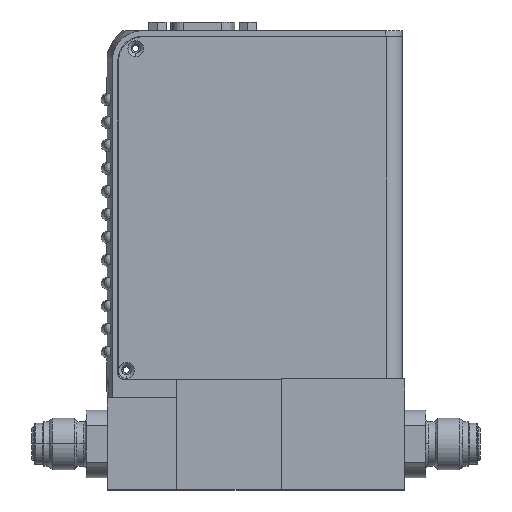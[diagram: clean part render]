
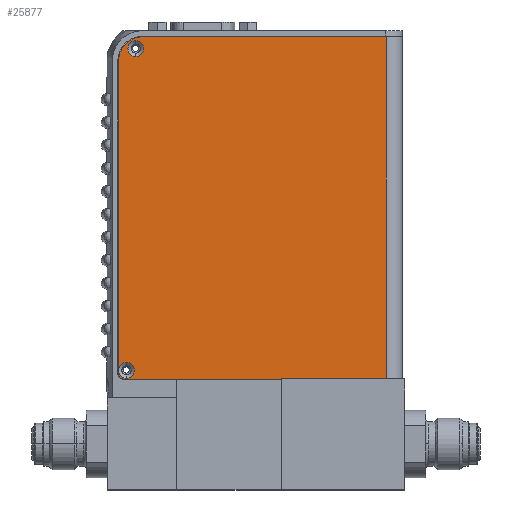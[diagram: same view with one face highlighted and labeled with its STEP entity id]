
A CAD part, top view. The second image highlights one B-rep face of the part: STEP entity #25877.
In plain terms, the highlighted planar face has unit normal (0, 0, 1).
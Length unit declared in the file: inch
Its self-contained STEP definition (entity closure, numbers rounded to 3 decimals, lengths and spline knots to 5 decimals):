
#1543 = EDGE_CURVE ( 'NONE', #20766, #20874, #6526, .T. ) ;
#1547 = EDGE_CURVE ( 'NONE', #20103, #20675, #6531, .T. ) ;
#1596 = EDGE_CURVE ( 'NONE', #20319, #20072, #6607, .T. ) ;
#1601 = EDGE_CURVE ( 'NONE', #20486, #20319, #6616, .T. ) ;
#1602 = EDGE_CURVE ( 'NONE', #20486, #20046, #6618, .T. ) ;
#1607 = EDGE_CURVE ( 'NONE', #20046, #20529, #6626, .T. ) ;
#1613 = EDGE_CURVE ( 'NONE', #20675, #20103, #6635, .T. ) ;
#1614 = EDGE_CURVE ( 'NONE', #20529, #20830, #6637, .T. ) ;
#1615 = EDGE_CURVE ( 'NONE', #20830, #20072, #6638, .T. ) ;
#1616 = EDGE_CURVE ( 'NONE', #20874, #20766, #6639, .T. ) ;
#2830 = ORIENTED_EDGE ( 'NONE', *, *, #1613, .F. ) ;
#2831 = ORIENTED_EDGE ( 'NONE', *, *, #1547, .F. ) ;
#2832 = ORIENTED_EDGE ( 'NONE', *, *, #1607, .T. ) ;
#2833 = ORIENTED_EDGE ( 'NONE', *, *, #1614, .T. ) ;
#2834 = ORIENTED_EDGE ( 'NONE', *, *, #1615, .T. ) ;
#2835 = ORIENTED_EDGE ( 'NONE', *, *, #1596, .F. ) ;
#2836 = ORIENTED_EDGE ( 'NONE', *, *, #1601, .F. ) ;
#2837 = ORIENTED_EDGE ( 'NONE', *, *, #1602, .T. ) ;
#2838 = ORIENTED_EDGE ( 'NONE', *, *, #1616, .F. ) ;
#2839 = ORIENTED_EDGE ( 'NONE', *, *, #1543, .F. ) ;
#3107 = EDGE_LOOP ( 'NONE', ( #2832, #2833, #2834, #2835, #2836, #2837 ) ) ;
#3109 = EDGE_LOOP ( 'NONE', ( #2838, #2839 ) ) ;
#3126 = EDGE_LOOP ( 'NONE', ( #2830, #2831 ) ) ;
#5612 = AXIS2_PLACEMENT_3D ( 'NONE', #7375, #7376, #7377 ) ;
#5614 = AXIS2_PLACEMENT_3D ( 'NONE', #7385, #7386, #7387 ) ;
#5637 = AXIS2_PLACEMENT_3D ( 'NONE', #7518, #7519, #7520 ) ;
#5642 = AXIS2_PLACEMENT_3D ( 'NONE', #7545, #7546, #7547 ) ;
#5643 = AXIS2_PLACEMENT_3D ( 'NONE', #7550, #7551, #7552 ) ;
#5644 = AXIS2_PLACEMENT_3D ( 'NONE', #7555, #7556, #7557 ) ;
#6526 = CIRCLE ( 'NONE', #5612, 0.086 ) ;
#6531 = CIRCLE ( 'NONE', #5614, 0.086 ) ;
#6607 = LINE ( 'NONE', #7502, #6610 ) ;
#6610 = VECTOR ( 'NONE', #7498, 39.37008 ) ;
#6616 = LINE ( 'NONE', #7514, #6619 ) ;
#6618 = CIRCLE ( 'NONE', #5637, 0.27 ) ;
#6619 = VECTOR ( 'NONE', #7515, 39.37008 ) ;
#6626 = LINE ( 'NONE', #7528, #6629 ) ;
#6629 = VECTOR ( 'NONE', #7529, 39.37008 ) ;
#6635 = CIRCLE ( 'NONE', #5642, 0.086 ) ;
#6637 = CIRCLE ( 'NONE', #5643, 0.063 ) ;
#6638 = LINE ( 'NONE', #7543, #6640 ) ;
#6639 = CIRCLE ( 'NONE', #5644, 0.086 ) ;
#6640 = VECTOR ( 'NONE', #7544, 39.37008 ) ;
#7375 = CARTESIAN_POINT ( 'NONE',  ( -2.02995, 3.96826, 0.4454 ) ) ;
#7376 = DIRECTION ( 'NONE',  ( 0., 0., 1. ) ) ;
#7377 = DIRECTION ( 'NONE',  ( 0., -1., 0. ) ) ;
#7385 = CARTESIAN_POINT ( 'NONE',  ( -2.13195, 0.46426, 0.4454 ) ) ;
#7386 = DIRECTION ( 'NONE',  ( 0., 0., 1. ) ) ;
#7387 = DIRECTION ( 'NONE',  ( 0., -1., 0. ) ) ;
#7498 = DIRECTION ( 'NONE',  ( 0., -1., 0. ) ) ;
#7502 = CARTESIAN_POINT ( 'NONE',  ( 0.69905, 4.09726, 0.4454 ) ) ;
#7514 = CARTESIAN_POINT ( 'NONE',  ( 0.69905, 4.09726, 0.4454 ) ) ;
#7515 = DIRECTION ( 'NONE',  ( 1., 0., 0. ) ) ;
#7518 = CARTESIAN_POINT ( 'NONE',  ( -1.94995, 3.82726, 0.4454 ) ) ;
#7519 = DIRECTION ( 'NONE',  ( 0., 0., 1. ) ) ;
#7520 = DIRECTION ( 'NONE',  ( -1., 0., 0. ) ) ;
#7528 = CARTESIAN_POINT ( 'NONE',  ( -2.21995, 4.09726, 0.4454 ) ) ;
#7529 = DIRECTION ( 'NONE',  ( 0., -1., 0. ) ) ;
#7543 = CARTESIAN_POINT ( 'NONE',  ( 0.69905, 0.36626, 0.4454 ) ) ;
#7544 = DIRECTION ( 'NONE',  ( 1., 0., 0. ) ) ;
#7545 = CARTESIAN_POINT ( 'NONE',  ( -2.13195, 0.46426, 0.4454 ) ) ;
#7546 = DIRECTION ( 'NONE',  ( 0., 0., 1. ) ) ;
#7547 = DIRECTION ( 'NONE',  ( 0., -1., 0. ) ) ;
#7550 = CARTESIAN_POINT ( 'NONE',  ( -2.15695, 0.42926, 0.4454 ) ) ;
#7551 = DIRECTION ( 'NONE',  ( 0., 0., 1. ) ) ;
#7552 = DIRECTION ( 'NONE',  ( -1., 0., 0. ) ) ;
#7555 = CARTESIAN_POINT ( 'NONE',  ( -2.02995, 3.96826, 0.4454 ) ) ;
#7556 = DIRECTION ( 'NONE',  ( 0., 0., 1. ) ) ;
#7557 = DIRECTION ( 'NONE',  ( 0., -1., 0. ) ) ;
#12751 = AXIS2_PLACEMENT_3D ( 'NONE', #21450, #21448, #21454 ) ;
#16945 = CARTESIAN_POINT ( 'NONE',  ( -2.21995, 3.82726, 0.4454 ) ) ;
#16971 = CARTESIAN_POINT ( 'NONE',  ( 0.69905, 0.36626, 0.4454 ) ) ;
#17002 = CARTESIAN_POINT ( 'NONE',  ( -2.13195, 0.55026, 0.4454 ) ) ;
#17217 = CARTESIAN_POINT ( 'NONE',  ( 0.69905, 4.09726, 0.4454 ) ) ;
#17383 = CARTESIAN_POINT ( 'NONE',  ( -1.94995, 4.09726, 0.4454 ) ) ;
#17426 = CARTESIAN_POINT ( 'NONE',  ( -2.21995, 0.42926, 0.4454 ) ) ;
#17570 = CARTESIAN_POINT ( 'NONE',  ( -2.13195, 0.37826, 0.4454 ) ) ;
#17661 = CARTESIAN_POINT ( 'NONE',  ( -2.02995, 4.05426, 0.4454 ) ) ;
#17724 = CARTESIAN_POINT ( 'NONE',  ( -2.15695, 0.36626, 0.4454 ) ) ;
#17758 = CARTESIAN_POINT ( 'NONE',  ( -2.02995, 3.88226, 0.4454 ) ) ;
#20046 = VERTEX_POINT ( 'NONE', #16945 ) ;
#20072 = VERTEX_POINT ( 'NONE', #16971 ) ;
#20103 = VERTEX_POINT ( 'NONE', #17002 ) ;
#20319 = VERTEX_POINT ( 'NONE', #17217 ) ;
#20486 = VERTEX_POINT ( 'NONE', #17383 ) ;
#20529 = VERTEX_POINT ( 'NONE', #17426 ) ;
#20675 = VERTEX_POINT ( 'NONE', #17570 ) ;
#20766 = VERTEX_POINT ( 'NONE', #17661 ) ;
#20830 = VERTEX_POINT ( 'NONE', #17724 ) ;
#20874 = VERTEX_POINT ( 'NONE', #17758 ) ;
#21448 = DIRECTION ( 'NONE',  ( 0., 0., -1. ) ) ;
#21450 = CARTESIAN_POINT ( 'NONE',  ( 0.69905, 4.09726, 0.4454 ) ) ;
#21452 = PLANE ( 'NONE',  #12751 ) ;
#21454 = DIRECTION ( 'NONE',  ( -1., 0., 0. ) ) ;
#22151 = FACE_BOUND ( 'NONE', #3126, .T. ) ;
#22157 = FACE_OUTER_BOUND ( 'NONE', #3107, .T. ) ;
#22160 = FACE_BOUND ( 'NONE', #3109, .T. ) ;
#25877 = ADVANCED_FACE ( 'NONE', ( #22151, #22157, #22160 ), #21452, .F. ) ;
